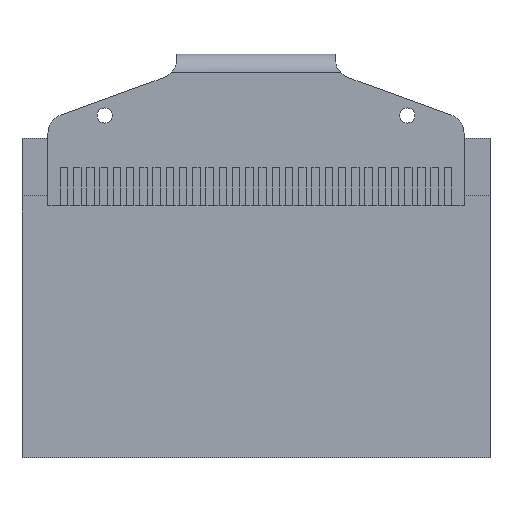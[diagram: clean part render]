
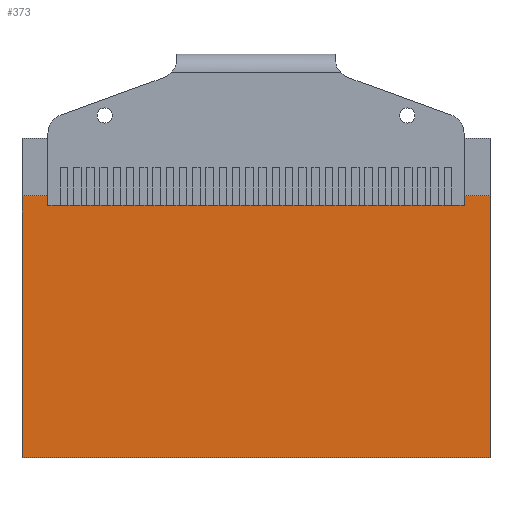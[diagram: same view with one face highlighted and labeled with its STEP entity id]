
A CAD part, front view. The second image highlights one B-rep face of the part: STEP entity #373.
In plain terms, the highlighted planar face has unit normal (0, -1, 0).
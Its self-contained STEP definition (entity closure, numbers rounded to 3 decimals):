
#241 = EDGE_CURVE('',#242,#244,#246,.T.);
#242 = VERTEX_POINT('',#243);
#243 = CARTESIAN_POINT('',(12.37,0.,5.4));
#244 = VERTEX_POINT('',#245);
#245 = CARTESIAN_POINT('',(12.37,0.,-8.45));
#246 = LINE('',#247,#248);
#247 = CARTESIAN_POINT('',(12.37,0.,5.4));
#248 = VECTOR('',#249,1.);
#249 = DIRECTION('',(0.,0.,-1.));
#281 = EDGE_CURVE('',#244,#282,#284,.T.);
#282 = VERTEX_POINT('',#283);
#283 = CARTESIAN_POINT('',(-12.37,0.,-8.45));
#284 = LINE('',#285,#286);
#285 = CARTESIAN_POINT('',(-12.37,0.,-8.45));
#286 = VECTOR('',#287,1.);
#287 = DIRECTION('',(-1.,-0.,0.));
#312 = EDGE_CURVE('',#282,#313,#315,.T.);
#313 = VERTEX_POINT('',#314);
#314 = CARTESIAN_POINT('',(-12.37,0.,5.4));
#315 = LINE('',#316,#317);
#316 = CARTESIAN_POINT('',(-12.37,0.,5.4));
#317 = VECTOR('',#318,1.);
#318 = DIRECTION('',(-0.,-0.,1.));
#343 = EDGE_CURVE('',#313,#242,#344,.T.);
#344 = LINE('',#345,#346);
#345 = CARTESIAN_POINT('',(-12.37,0.,5.4));
#346 = VECTOR('',#347,1.);
#347 = DIRECTION('',(1.,0.,0.));
#373 = ADVANCED_FACE('',(#374),#380,.T.);
#374 = FACE_BOUND('',#375,.T.);
#375 = EDGE_LOOP('',(#376,#377,#378,#379));
#376 = ORIENTED_EDGE('',*,*,#241,.F.);
#377 = ORIENTED_EDGE('',*,*,#343,.F.);
#378 = ORIENTED_EDGE('',*,*,#312,.F.);
#379 = ORIENTED_EDGE('',*,*,#281,.F.);
#380 = PLANE('',#381);
#381 = AXIS2_PLACEMENT_3D('',#382,#383,#384);
#382 = CARTESIAN_POINT('',(0.,0.,0.));
#383 = DIRECTION('',(0.,-1.,0.));
#384 = DIRECTION('',(0.,0.,-1.));
